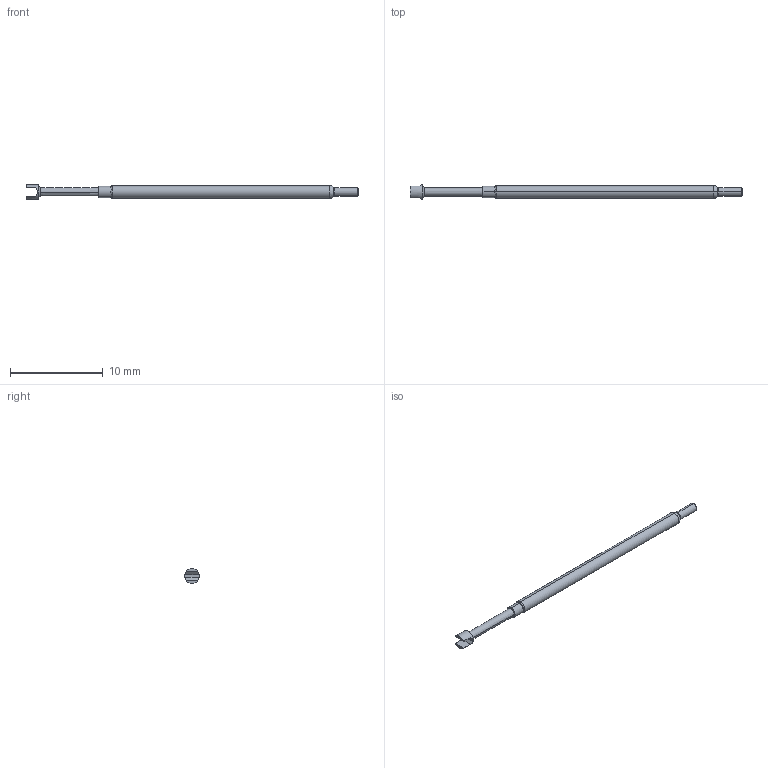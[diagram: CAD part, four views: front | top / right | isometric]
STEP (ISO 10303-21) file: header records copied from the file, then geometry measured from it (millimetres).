
FILE_DESCRIPTION (( 'STEP AP214' ), '1' );
FILE_NAME ('X75-PRP2562_.STEP', '2016-04-12T16:40:28', ( 'spare' ), ( '' ), 'SwSTEP 2.0', 'SolidWorks 2016', '' );
FILE_SCHEMA (( 'AUTOMOTIVE_DESIGN' ));
Length unit declared in the file: inch
Products named in the file (1): X75-PRP2562_
Bounding box: 35.81 x 1.58 x 1.58 mm (x, y, z)
Volume: 44 mm3; surface area: 146.1 mm2
Topology: 1 solids, 1 shells, 35 faces, 74 edges, 42 vertices
Faces by surface type: cone 10, plane 9, cylinder 8, torus 8
Entity records: 1429 total; most frequent: DIRECTION 184, CARTESIAN_POINT 164, ORIENTED_EDGE 148, AXIS2_PLACEMENT_3D 78, EDGE_CURVE 74, VERTEX_POINT 42, CIRCLE 42, DIMENSIONAL_EXPONENTS 38
